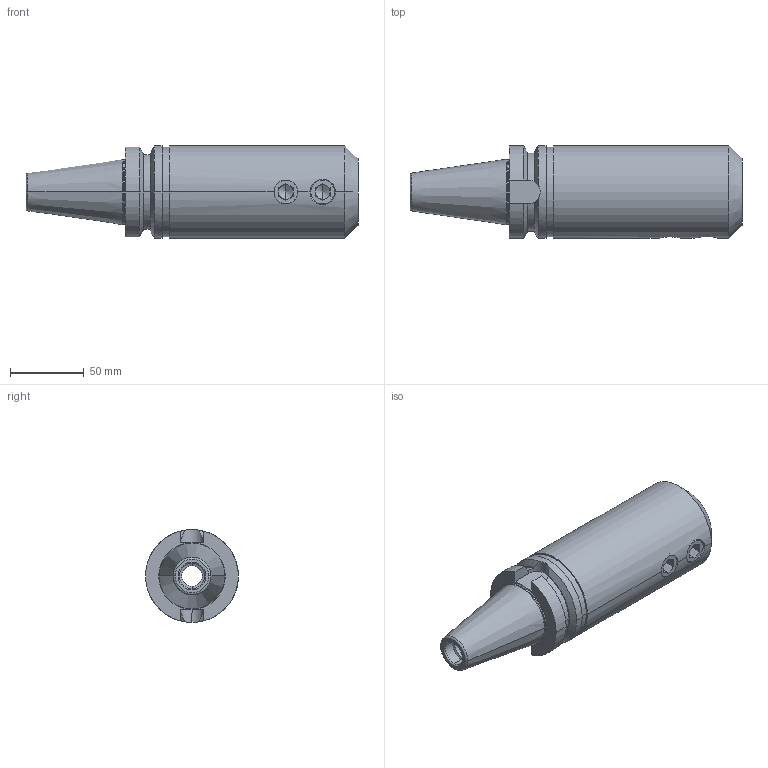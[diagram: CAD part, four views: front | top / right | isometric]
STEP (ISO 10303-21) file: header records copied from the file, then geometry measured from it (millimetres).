
FILE_DESCRIPTION (( 'STEP AP203' ), '1' );
FILE_NAME ('S.B40.0225.160.STEP', '2018-07-01T21:19:17', ( '' ), ( '' ), 'SwSTEP 2.0', 'SolidWorks 2013', '' );
FILE_SCHEMA (( 'CONFIG_CONTROL_DESIGN' ));
Length unit declared in the file: millimetre
Products named in the file (1): S.B40.0225.160
Bounding box: 225.4 x 63 x 63 mm (x, y, z)
Volume: 483712.8 mm3; surface area: 60881.5 mm2
Topology: 3 solids, 3 shells, 123 faces, 311 edges, 189 vertices
Faces by surface type: plane 46, cylinder 37, cone 28, torus 10, bspline 2
Entity records: 5824 total; most frequent: CARTESIAN_POINT 2807, DIRECTION 634, ORIENTED_EDGE 606, EDGE_CURVE 303, AXIS2_PLACEMENT_3D 247, VERTEX_POINT 189, LINE 140, VECTOR 140
